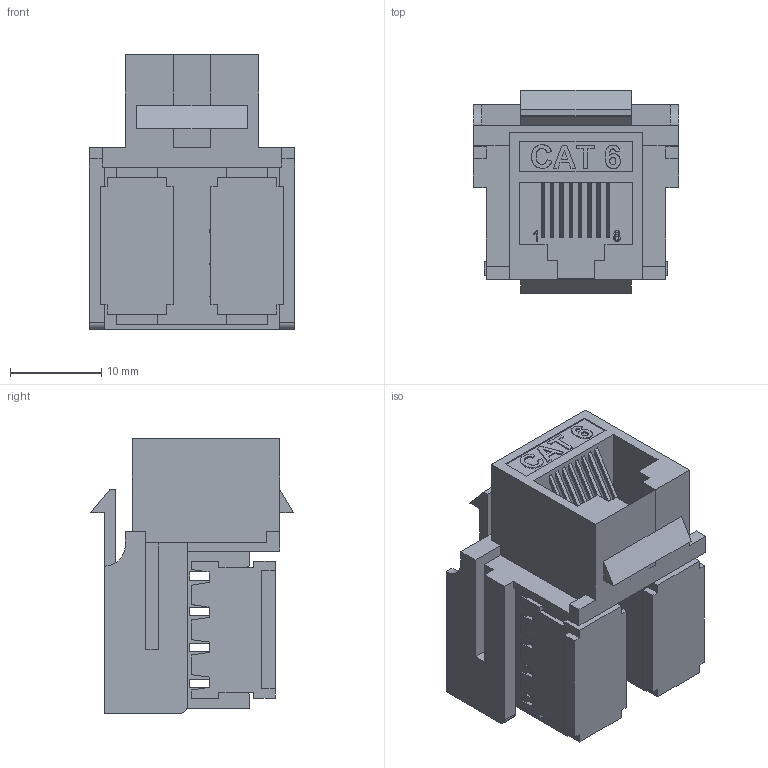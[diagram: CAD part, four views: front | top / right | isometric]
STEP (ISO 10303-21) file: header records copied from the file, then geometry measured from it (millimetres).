
FILE_DESCRIPTION (( 'STEP AP214' ), '1' );
FILE_NAME ('MJS110C6.STEP', '2006-08-30T20:56:51', ( 'X' ), ( 'L-COM' ), 'SwSTEP 2.0', 'SolidWorks 2006052', '' );
FILE_SCHEMA (( 'AUTOMOTIVE_DESIGN' ));
Length unit declared in the file: inch
Products named in the file (3): MJS110C6-MA2; MJS110C6-MA1; MJS110C6
Assembly tree (3 placements, depth 2):
  MJS110C6
    MJS110C6-MA2  x2
    MJS110C6-MA1
Bounding box: 22.48 x 22.26 x 30.1 mm (x, y, z)
Volume: 6098.8 mm3; surface area: 7194.6 mm2
Topology: 3 solids, 3 shells, 985 faces, 2722 edges, 1804 vertices
Faces by surface type: plane 750, bspline 207, cylinder 28
Entity records: 52844 total; most frequent: CARTESIAN_POINT 24580, ORIENTED_EDGE 4736, DIRECTION 3286, EDGE_CURVE 2368, VECTOR 1918, LINE 1918, VERTEX_POINT 1568, EDGE_LOOP 942
